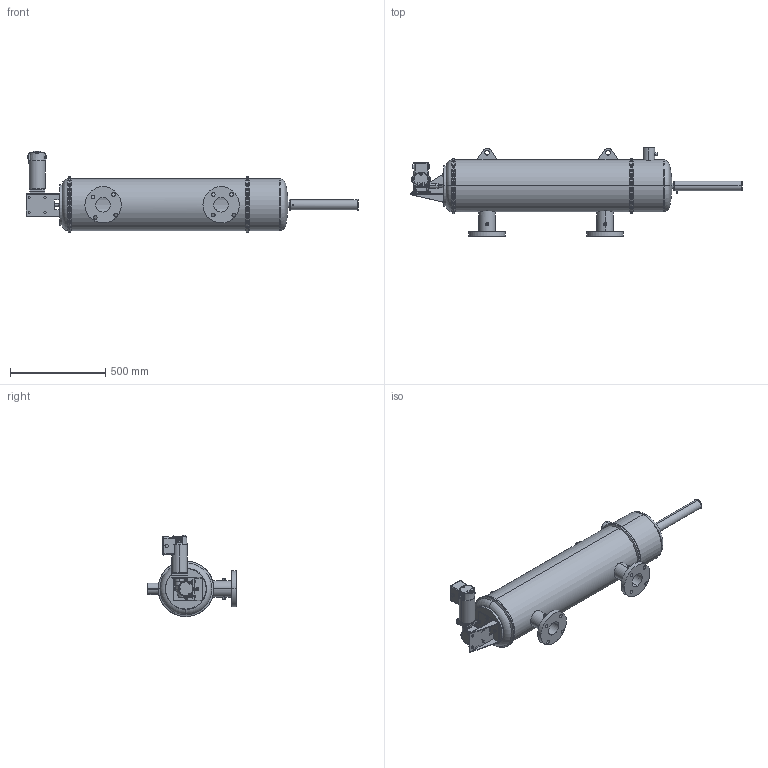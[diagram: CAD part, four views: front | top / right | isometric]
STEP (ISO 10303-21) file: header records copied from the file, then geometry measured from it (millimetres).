
FILE_DESCRIPTION (( 'STEP AP203' ), '1' );
FILE_NAME ('B3-180C-LP.STEP', '2020-09-23T10:24:25', ( '' ), ( '' ), 'SwSTEP 2.0', 'SolidWorks 2018', '' );
FILE_SCHEMA (( 'CONFIG_CONTROL_DESIGN' ));
Length unit declared in the file: millimetre
Products named in the file (8): B3-180C-LP; reduced size motor; simp; Washdown mounting bracket; B3-180C for LP; simp2; Washdown drive shaft; Motor assem
Assembly tree (13 placements, depth 3):
  B3-180C-LP
    B3-180C for LP
    Motor assem
      Washdown drive shaft
      Washdown mounting bracket
      reduced size motor
      simp  x4
      simp2  x4
Bounding box: 1742.99 x 463.55 x 426.65 mm (x, y, z)
Volume: 10158428.9 mm3; surface area: 2886076.4 mm2
Topology: 20 solids, 20 shells, 916 faces, 2309 edges, 1474 vertices
Faces by surface type: plane 485, cylinder 262, torus 70, bspline 58, cone 37, sphere 4
Entity records: 31721 total; most frequent: CARTESIAN_POINT 11426, ORIENTED_EDGE 4130, DIRECTION 3862, EDGE_CURVE 2065, AXIS2_PLACEMENT_3D 1346, VERTEX_POINT 1318, VECTOR 1170, LINE 1170
